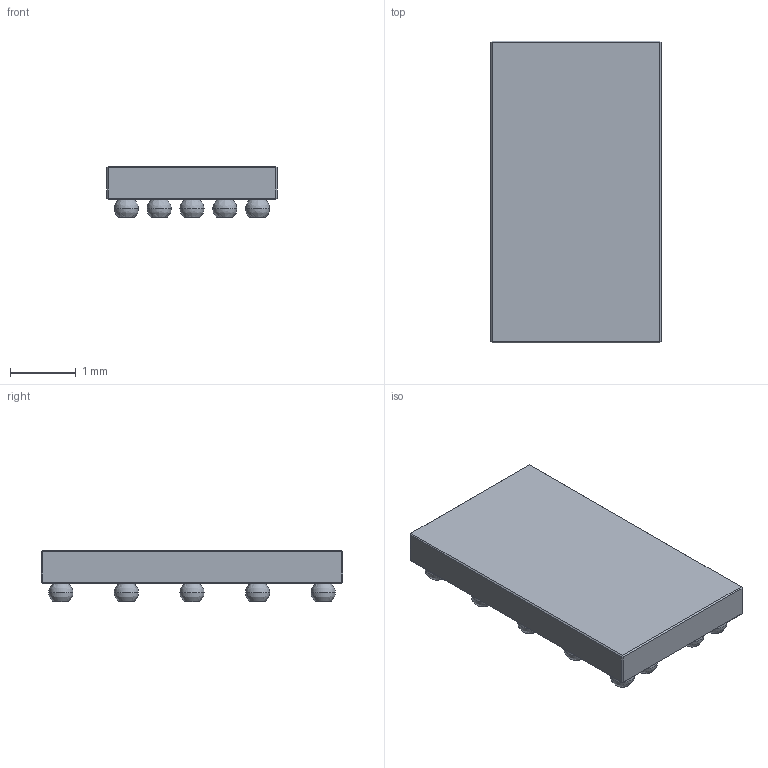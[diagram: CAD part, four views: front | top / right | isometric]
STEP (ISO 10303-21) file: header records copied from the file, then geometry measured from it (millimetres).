
FILE_DESCRIPTION (( 'STEP AP214' ), '1' );
FILE_NAME ('EPC203x.STEP', '2019-04-09T23:29:34', ( '' ), ( '' ), 'SwSTEP 2.0', 'SolidWorks 2018', '' );
FILE_SCHEMA (( 'AUTOMOTIVE_DESIGN' ));
Length unit declared in the file: inch
Products named in the file (2): EPC203x
Bounding box: 2.6 x 4.6 x 0.79 mm (x, y, z)
Volume: 6.7 mm3; surface area: 38.7 mm2
Topology: 1 solids, 1 shells, 98 faces, 288 edges, 168 vertices
Faces by surface type: plane 50, bspline 48
Entity records: 7209 total; most frequent: CARTESIAN_POINT 4060, ORIENTED_EDGE 384, DIRECTION 248, EDGE_CURVE 192, EDGE_LOOP 170, VERTEX_POINT 168, UNCERTAINTY_MEASURE_WITH_UNIT 101, LENGTH_MEASURE_WITH_UNIT 101
